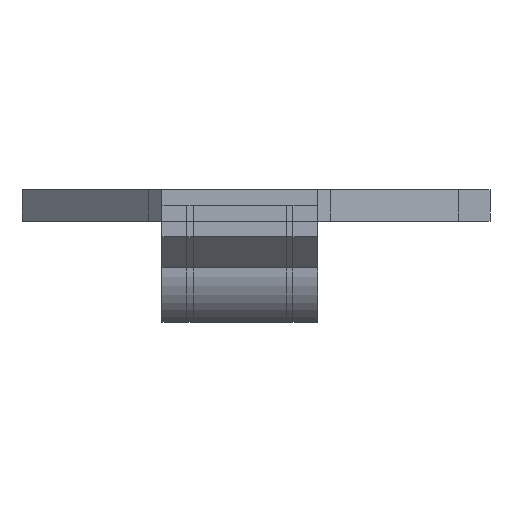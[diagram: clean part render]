
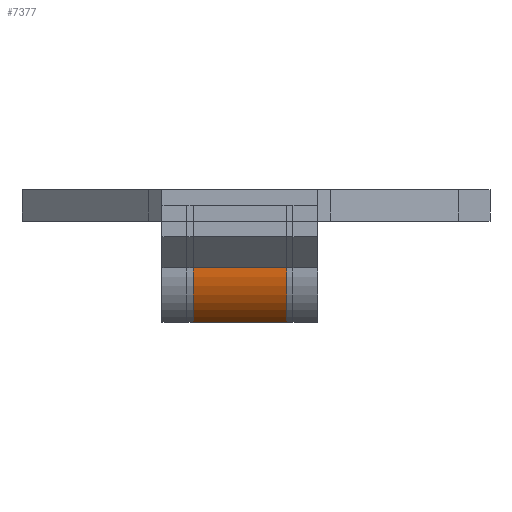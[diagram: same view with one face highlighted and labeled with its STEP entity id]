
A CAD part, front view. The second image highlights one B-rep face of the part: STEP entity #7377.
In plain terms, the highlighted cylindrical face has radius 10 mm (diameter 20 mm), a partial arc.
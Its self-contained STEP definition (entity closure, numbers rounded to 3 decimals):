
#5778 = PLANE('',#5779);
#5779 = AXIS2_PLACEMENT_3D('',#5780,#5781,#5782);
#5780 = CARTESIAN_POINT('',(-13.,-4.288,-6.092));
#5781 = DIRECTION('',(0.,-0.967,0.254)
  );
#5782 = DIRECTION('',(0.,-0.254,
    -0.967));
#6103 = VERTEX_POINT('',#6104);
#6104 = CARTESIAN_POINT('',(-33.,-4.966,-8.68));
#6118 = CYLINDRICAL_SURFACE('',#6119,10.);
#6119 = AXIS2_PLACEMENT_3D('',#6120,#6121,#6122);
#6120 = CARTESIAN_POINT('',(-33.,0.,0.));
#6121 = DIRECTION('',(1.,-0.,0.));
#6122 = DIRECTION('',(0.,0.,1.));
#6130 = EDGE_CURVE('',#6131,#6103,#6133,.T.);
#6131 = VERTEX_POINT('',#6132);
#6132 = CARTESIAN_POINT('',(-18.,-4.966,-8.68));
#6133 = SURFACE_CURVE('',#6134,(#6138,#6145),.PCURVE_S1.);
#6134 = LINE('',#6135,#6136);
#6135 = CARTESIAN_POINT('',(-13.,-4.966,-8.68));
#6136 = VECTOR('',#6137,1.);
#6137 = DIRECTION('',(-1.,0.,0.));
#6138 = PCURVE('',#5778,#6139);
#6139 = DEFINITIONAL_REPRESENTATION('',(#6140),#6144);
#6140 = LINE('',#6141,#6142);
#6141 = CARTESIAN_POINT('',(2.675,-0.));
#6142 = VECTOR('',#6143,1.);
#6143 = DIRECTION('',(0.,-1.));
#6144 = ( GEOMETRIC_REPRESENTATION_CONTEXT(2) 
PARAMETRIC_REPRESENTATION_CONTEXT() REPRESENTATION_CONTEXT('2D SPACE',''
  ) );
#6145 = PCURVE('',#6146,#6151);
#6146 = CYLINDRICAL_SURFACE('',#6147,10.);
#6147 = AXIS2_PLACEMENT_3D('',#6148,#6149,#6150);
#6148 = CARTESIAN_POINT('',(-13.,0.,0.));
#6149 = DIRECTION('',(1.,-0.,0.));
#6150 = DIRECTION('',(0.,0.,1.));
#6151 = DEFINITIONAL_REPRESENTATION('',(#6152),#6156);
#6152 = LINE('',#6153,#6154);
#6153 = CARTESIAN_POINT('',(-3.661,0.));
#6154 = VECTOR('',#6155,1.);
#6155 = DIRECTION('',(-0.,-1.));
#6156 = ( GEOMETRIC_REPRESENTATION_CONTEXT(2) 
PARAMETRIC_REPRESENTATION_CONTEXT() REPRESENTATION_CONTEXT('2D SPACE',''
  ) );
#6174 = CYLINDRICAL_SURFACE('',#6175,10.);
#6175 = AXIS2_PLACEMENT_3D('',#6176,#6177,#6178);
#6176 = CARTESIAN_POINT('',(-17.,0.,0.));
#6177 = DIRECTION('',(1.,-0.,0.));
#6178 = DIRECTION('',(0.,0.,1.));
#7277 = EDGE_CURVE('',#6131,#7278,#7280,.T.);
#7278 = VERTEX_POINT('',#7279);
#7279 = CARTESIAN_POINT('',(-18.,-10.,0.));
#7280 = SURFACE_CURVE('',#7281,(#7286,#7293),.PCURVE_S1.);
#7281 = CIRCLE('',#7282,10.);
#7282 = AXIS2_PLACEMENT_3D('',#7283,#7284,#7285);
#7283 = CARTESIAN_POINT('',(-18.,0.,0.));
#7284 = DIRECTION('',(-1.,0.,0.));
#7285 = DIRECTION('',(0.,0.,1.));
#7286 = PCURVE('',#6174,#7287);
#7287 = DEFINITIONAL_REPRESENTATION('',(#7288),#7292);
#7288 = LINE('',#7289,#7290);
#7289 = CARTESIAN_POINT('',(-0.,-1.));
#7290 = VECTOR('',#7291,1.);
#7291 = DIRECTION('',(-1.,0.));
#7292 = ( GEOMETRIC_REPRESENTATION_CONTEXT(2) 
PARAMETRIC_REPRESENTATION_CONTEXT() REPRESENTATION_CONTEXT('2D SPACE',''
  ) );
#7293 = PCURVE('',#6146,#7294);
#7294 = DEFINITIONAL_REPRESENTATION('',(#7295),#7299);
#7295 = LINE('',#7296,#7297);
#7296 = CARTESIAN_POINT('',(-0.,-5.));
#7297 = VECTOR('',#7298,1.);
#7298 = DIRECTION('',(-1.,0.));
#7299 = ( GEOMETRIC_REPRESENTATION_CONTEXT(2) 
PARAMETRIC_REPRESENTATION_CONTEXT() REPRESENTATION_CONTEXT('2D SPACE',''
  ) );
#7329 = VERTEX_POINT('',#7330);
#7330 = CARTESIAN_POINT('',(-33.,-10.,0.));
#7356 = EDGE_CURVE('',#6103,#7329,#7357,.T.);
#7357 = SURFACE_CURVE('',#7358,(#7363,#7370),.PCURVE_S1.);
#7358 = CIRCLE('',#7359,10.);
#7359 = AXIS2_PLACEMENT_3D('',#7360,#7361,#7362);
#7360 = CARTESIAN_POINT('',(-33.,0.,0.));
#7361 = DIRECTION('',(-1.,0.,0.));
#7362 = DIRECTION('',(0.,0.,1.));
#7363 = PCURVE('',#6118,#7364);
#7364 = DEFINITIONAL_REPRESENTATION('',(#7365),#7369);
#7365 = LINE('',#7366,#7367);
#7366 = CARTESIAN_POINT('',(-0.,0.));
#7367 = VECTOR('',#7368,1.);
#7368 = DIRECTION('',(-1.,0.));
#7369 = ( GEOMETRIC_REPRESENTATION_CONTEXT(2) 
PARAMETRIC_REPRESENTATION_CONTEXT() REPRESENTATION_CONTEXT('2D SPACE',''
  ) );
#7370 = PCURVE('',#6146,#7371);
#7371 = DEFINITIONAL_REPRESENTATION('',(#7372),#7376);
#7372 = LINE('',#7373,#7374);
#7373 = CARTESIAN_POINT('',(-0.,-20.));
#7374 = VECTOR('',#7375,1.);
#7375 = DIRECTION('',(-1.,0.));
#7376 = ( GEOMETRIC_REPRESENTATION_CONTEXT(2) 
PARAMETRIC_REPRESENTATION_CONTEXT() REPRESENTATION_CONTEXT('2D SPACE',''
  ) );
#7377 = ADVANCED_FACE('',(#7378),#6146,.T.);
#7378 = FACE_BOUND('',#7379,.F.);
#7379 = EDGE_LOOP('',(#7380,#7381,#7382,#7383));
#7380 = ORIENTED_EDGE('',*,*,#7277,.F.);
#7381 = ORIENTED_EDGE('',*,*,#6130,.T.);
#7382 = ORIENTED_EDGE('',*,*,#7356,.T.);
#7383 = ORIENTED_EDGE('',*,*,#7384,.F.);
#7384 = EDGE_CURVE('',#7278,#7329,#7385,.T.);
#7385 = SURFACE_CURVE('',#7386,(#7390,#7397),.PCURVE_S1.);
#7386 = LINE('',#7387,#7388);
#7387 = CARTESIAN_POINT('',(-13.,-10.,0.));
#7388 = VECTOR('',#7389,1.);
#7389 = DIRECTION('',(-1.,0.,0.));
#7390 = PCURVE('',#6146,#7391);
#7391 = DEFINITIONAL_REPRESENTATION('',(#7392),#7396);
#7392 = LINE('',#7393,#7394);
#7393 = CARTESIAN_POINT('',(-4.712,0.));
#7394 = VECTOR('',#7395,1.);
#7395 = DIRECTION('',(-0.,-1.));
#7396 = ( GEOMETRIC_REPRESENTATION_CONTEXT(2) 
PARAMETRIC_REPRESENTATION_CONTEXT() REPRESENTATION_CONTEXT('2D SPACE',''
  ) );
#7397 = PCURVE('',#7398,#7403);
#7398 = PLANE('',#7399);
#7399 = AXIS2_PLACEMENT_3D('',#7400,#7401,#7402);
#7400 = CARTESIAN_POINT('',(-13.,-10.,0.));
#7401 = DIRECTION('',(0.,0.706,0.708)
  );
#7402 = DIRECTION('',(0.,-0.708,0.706)
  );
#7403 = DEFINITIONAL_REPRESENTATION('',(#7404),#7408);
#7404 = LINE('',#7405,#7406);
#7405 = CARTESIAN_POINT('',(0.,0.));
#7406 = VECTOR('',#7407,1.);
#7407 = DIRECTION('',(0.,-1.));
#7408 = ( GEOMETRIC_REPRESENTATION_CONTEXT(2) 
PARAMETRIC_REPRESENTATION_CONTEXT() REPRESENTATION_CONTEXT('2D SPACE',''
  ) );
